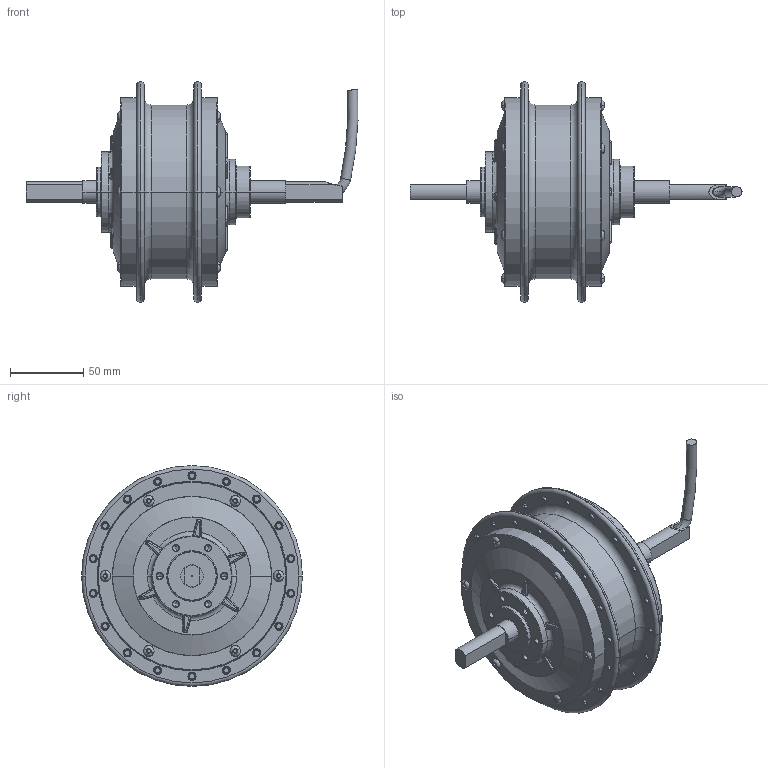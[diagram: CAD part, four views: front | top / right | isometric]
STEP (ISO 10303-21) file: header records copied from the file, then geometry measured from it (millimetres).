
FILE_DESCRIPTION((''),'2;1');
FILE_NAME('ROTOR','2014-01-10T',('Zvonimir Sui'),('GREYBORG'),'PRO/ENGINEER BY PARAMETRIC TECHNOLOGY CORPORATION, 2009440','PRO/ENGINEER BY PARAMETRIC TECHNOLOGY CORPORATION, 2009440','');
FILE_SCHEMA(('CONFIG_CONTROL_DESIGN'));
Length unit declared in the file: millimetre
Products named in the file (1): ROTOR
Bounding box: 226.47 x 150.67 x 150.67 mm (x, y, z)
Volume: 972257.1 mm3; surface area: 89345.8 mm2
Topology: 2 solids, 8 shells, 924 faces, 2016 edges, 1134 vertices
Faces by surface type: torus 360, cylinder 215, cone 172, plane 91, bspline 86
Entity records: 29114 total; most frequent: CARTESIAN_POINT 8317, DIRECTION 5014, ORIENTED_EDGE 3984, AXIS2_PLACEMENT_3D 2274, EDGE_CURVE 2004, CIRCLE 1435, VERTEX_POINT 1134, EDGE_LOOP 1048
